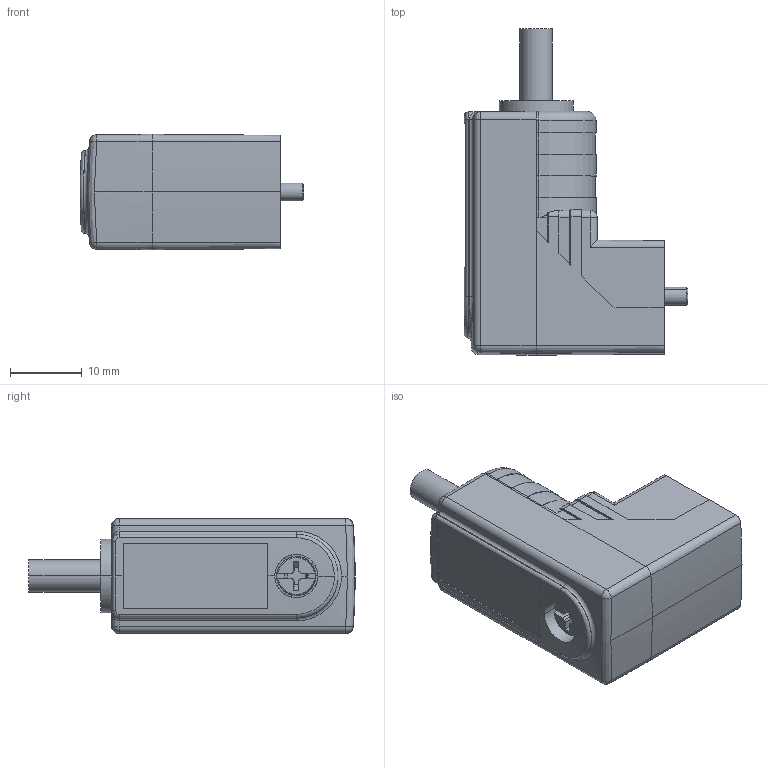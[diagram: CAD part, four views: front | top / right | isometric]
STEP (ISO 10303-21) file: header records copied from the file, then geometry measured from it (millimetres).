
FILE_DESCRIPTION((''),'2;1');
FILE_NAME('DM_CAD-2026','2014-09-23T',('Creinig-se'),(''),'PRO/ENGINEER BY PARAMETRIC TECHNOLOGY CORPORATION, 2013050','PRO/ENGINEER BY PARAMETRIC TECHNOLOGY CORPORATION, 2013050','');
FILE_SCHEMA(('CONFIG_CONTROL_DESIGN'));
Length unit declared in the file: millimetre
Products named in the file (1): DM_CAD-2026
Bounding box: 31.19 x 45.45 x 16.1 mm (x, y, z)
Volume: 11422.5 mm3; surface area: 4024.8 mm2
Topology: 1 solids, 1 shells, 374 faces, 984 edges, 634 vertices
Faces by surface type: plane 217, cylinder 81, bspline 37, cone 28, torus 11
Entity records: 19052 total; most frequent: CARTESIAN_POINT 7060, ORIENTED_EDGE 1946, DIRECTION 1651, PRESENTATION_STYLE_ASSIGNMENT 991, STYLED_ITEM 988, CURVE_STYLE 985, EDGE_CURVE 973, VECTOR 645
